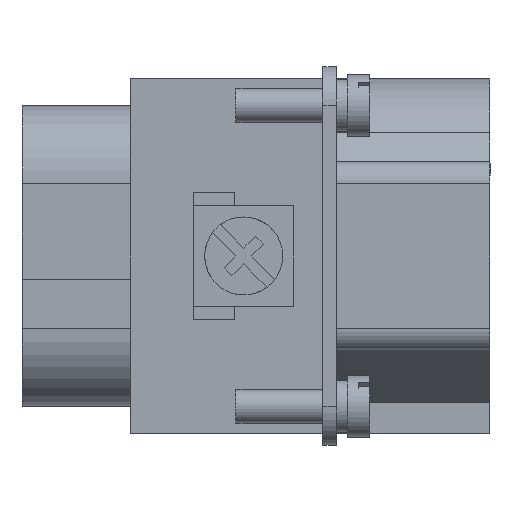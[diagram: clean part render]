
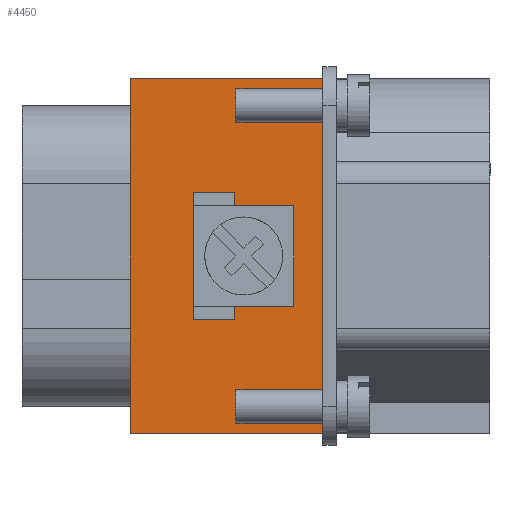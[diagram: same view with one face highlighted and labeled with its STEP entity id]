
A CAD part, left-side view. The second image highlights one B-rep face of the part: STEP entity #4450.
In plain terms, the highlighted planar face has unit normal (-1, 0, 0).
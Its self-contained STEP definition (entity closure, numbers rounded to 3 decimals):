
#2453=LINE('',#16348,#3598);
#2456=LINE('',#16354,#3601);
#2459=LINE('',#16360,#3604);
#2460=LINE('',#16362,#3605);
#2463=LINE('',#16368,#3608);
#2464=LINE('',#16370,#3609);
#2466=LINE('',#16374,#3611);
#2468=LINE('',#16378,#3613);
#2608=LINE('',#16758,#3753);
#2612=LINE('',#16767,#3757);
#2617=LINE('',#16776,#3762);
#2618=LINE('',#16778,#3763);
#3598=VECTOR('',#13518,1.);
#3601=VECTOR('',#13523,1.);
#3604=VECTOR('',#13528,1.);
#3605=VECTOR('',#13531,1.);
#3608=VECTOR('',#13536,1.);
#3609=VECTOR('',#13539,1.);
#3611=VECTOR('',#13543,1.);
#3613=VECTOR('',#13547,1.);
#3753=VECTOR('',#13915,1.);
#3757=VECTOR('',#13921,1.);
#3762=VECTOR('',#13930,1.);
#3763=VECTOR('',#13933,1.);
#3959=FACE_BOUND('',#5880,.T.);
#3960=FACE_BOUND('',#5881,.T.);
#4450=ADVANCED_FACE('',(#3959,#3960),#4897,.T.);
#4897=PLANE('',#11641);
#5880=EDGE_LOOP('',(#8248,#8249,#8250,#8251,#8252,#8253,#8254,#8255));
#5881=EDGE_LOOP('',(#8256,#8257,#8258,#8259));
#8248=ORIENTED_EDGE('',*,*,#10426,.T.);
#8249=ORIENTED_EDGE('',*,*,#10411,.T.);
#8250=ORIENTED_EDGE('',*,*,#10414,.T.);
#8251=ORIENTED_EDGE('',*,*,#10417,.T.);
#8252=ORIENTED_EDGE('',*,*,#10418,.T.);
#8253=ORIENTED_EDGE('',*,*,#10421,.T.);
#8254=ORIENTED_EDGE('',*,*,#10422,.T.);
#8255=ORIENTED_EDGE('',*,*,#10424,.T.);
#8256=ORIENTED_EDGE('',*,*,#10616,.T.);
#8257=ORIENTED_EDGE('',*,*,#10615,.T.);
#8258=ORIENTED_EDGE('',*,*,#10606,.F.);
#8259=ORIENTED_EDGE('',*,*,#10610,.F.);
#9209=VERTEX_POINT('',#16349);
#9210=VERTEX_POINT('',#16350);
#9211=VERTEX_POINT('',#16355);
#9212=VERTEX_POINT('',#16359);
#9213=VERTEX_POINT('',#16363);
#9214=VERTEX_POINT('',#16367);
#9215=VERTEX_POINT('',#16371);
#9216=VERTEX_POINT('',#16375);
#9341=VERTEX_POINT('',#16756);
#9343=VERTEX_POINT('',#16759);
#9346=VERTEX_POINT('',#16766);
#9348=VERTEX_POINT('',#16775);
#10411=EDGE_CURVE('',#9209,#9210,#2453,.T.);
#10414=EDGE_CURVE('',#9210,#9211,#2456,.T.);
#10417=EDGE_CURVE('',#9211,#9212,#2459,.T.);
#10418=EDGE_CURVE('',#9212,#9213,#2460,.T.);
#10421=EDGE_CURVE('',#9213,#9214,#2463,.T.);
#10422=EDGE_CURVE('',#9214,#9215,#2464,.T.);
#10424=EDGE_CURVE('',#9215,#9216,#2466,.T.);
#10426=EDGE_CURVE('',#9216,#9209,#2468,.T.);
#10606=EDGE_CURVE('',#9341,#9343,#2608,.T.);
#10610=EDGE_CURVE('',#9346,#9341,#2612,.T.);
#10615=EDGE_CURVE('',#9348,#9343,#2617,.T.);
#10616=EDGE_CURVE('',#9346,#9348,#2618,.T.);
#11641=AXIS2_PLACEMENT_3D('',#16779,#13934,#13935);
#13518=DIRECTION('',(0.,-1.,0.));
#13523=DIRECTION('',(0.,0.,-1.));
#13528=DIRECTION('',(0.,-1.,0.));
#13531=DIRECTION('',(0.,0.,-1.));
#13536=DIRECTION('',(0.,1.,0.));
#13539=DIRECTION('',(0.,0.,-1.));
#13543=DIRECTION('',(0.,1.,0.));
#13547=DIRECTION('',(0.,0.,1.));
#13915=DIRECTION('',(0.,0.,1.));
#13921=DIRECTION('',(0.,1.,0.));
#13930=DIRECTION('',(0.,1.,0.));
#13933=DIRECTION('',(0.,0.,1.));
#13934=DIRECTION('',(-1.,0.,0.));
#13935=DIRECTION('',(0.,0.,-1.));
#16348=CARTESIAN_POINT('',(-31.9,11.6,5.7));
#16349=CARTESIAN_POINT('',(-31.9,11.6,5.7));
#16350=CARTESIAN_POINT('',(-31.9,7.9,5.7));
#16354=CARTESIAN_POINT('',(-31.9,7.9,5.7));
#16355=CARTESIAN_POINT('',(-31.9,7.9,4.5));
#16359=CARTESIAN_POINT('',(-31.9,2.6,4.5));
#16360=CARTESIAN_POINT('',(-31.9,7.9,4.5));
#16362=CARTESIAN_POINT('',(-31.9,2.6,4.5));
#16363=CARTESIAN_POINT('',(-31.9,2.6,-4.5));
#16367=CARTESIAN_POINT('',(-31.9,7.9,-4.5));
#16368=CARTESIAN_POINT('',(-31.9,2.6,-4.5));
#16370=CARTESIAN_POINT('',(-31.9,7.9,-4.5));
#16371=CARTESIAN_POINT('',(-31.9,7.9,-5.7));
#16374=CARTESIAN_POINT('',(-31.9,7.9,-5.7));
#16375=CARTESIAN_POINT('',(-31.9,11.6,-5.7));
#16378=CARTESIAN_POINT('',(-31.9,11.6,-5.7));
#16756=CARTESIAN_POINT('',(-31.9,17.3,-15.9));
#16758=CARTESIAN_POINT('',(-31.9,17.3,-15.9));
#16759=CARTESIAN_POINT('',(-31.9,17.3,15.9));
#16766=CARTESIAN_POINT('',(-31.9,0.,-15.9));
#16767=CARTESIAN_POINT('',(-31.9,0.,-15.9));
#16775=CARTESIAN_POINT('',(-31.9,0.,15.9));
#16776=CARTESIAN_POINT('',(-31.9,0.,15.9));
#16778=CARTESIAN_POINT('',(-31.9,0.,-15.9));
#16779=CARTESIAN_POINT('',(-31.9,17.3,15.9));
